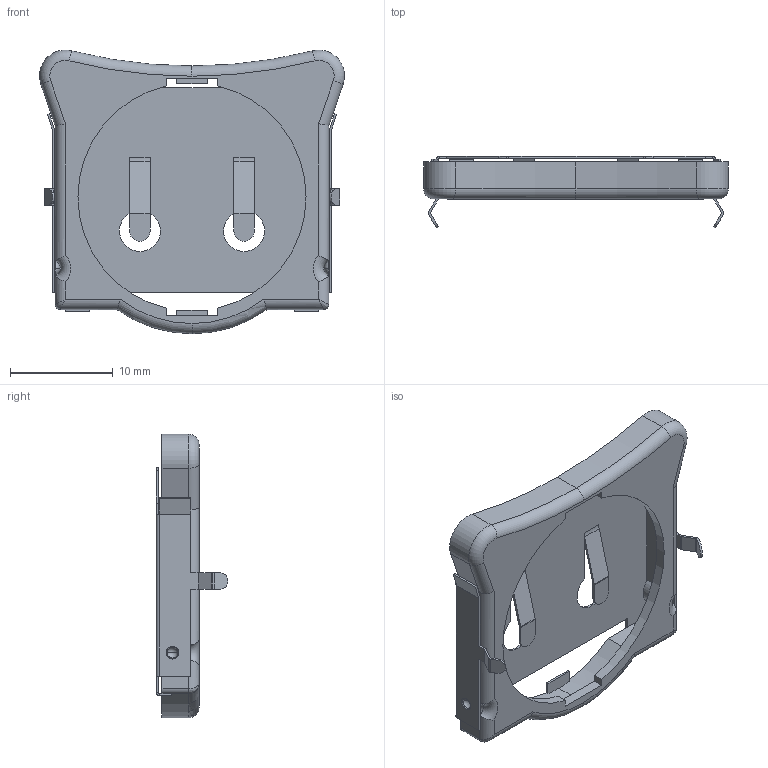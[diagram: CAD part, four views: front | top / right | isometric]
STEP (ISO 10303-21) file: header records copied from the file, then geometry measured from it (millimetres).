
FILE_DESCRIPTION (( 'STEP AP214' ), '1' );
FILE_NAME ('BHX1-2430-PC.STEP', '2020-01-14T00:02:30', ( '' ), ( '' ), 'SwSTEP 2.0', 'SolidWorks 2017', '' );
FILE_SCHEMA (( 'AUTOMOTIVE_DESIGN' ));
Length unit declared in the file: millimetre
Products named in the file (1): BHX1-2430-PC
Bounding box: 29.71 x 6.99 x 27.63 mm (x, y, z)
Volume: 668.9 mm3; surface area: 2595.5 mm2
Topology: 2 solids, 2 shells, 247 faces, 584 edges, 344 vertices
Faces by surface type: plane 148, cylinder 73, torus 16, sphere 8, bspline 2
Entity records: 7083 total; most frequent: CARTESIAN_POINT 1300, DIRECTION 1242, ORIENTED_EDGE 1164, EDGE_CURVE 582, AXIS2_PLACEMENT_3D 426, VECTOR 390, LINE 390, VERTEX_POINT 344
